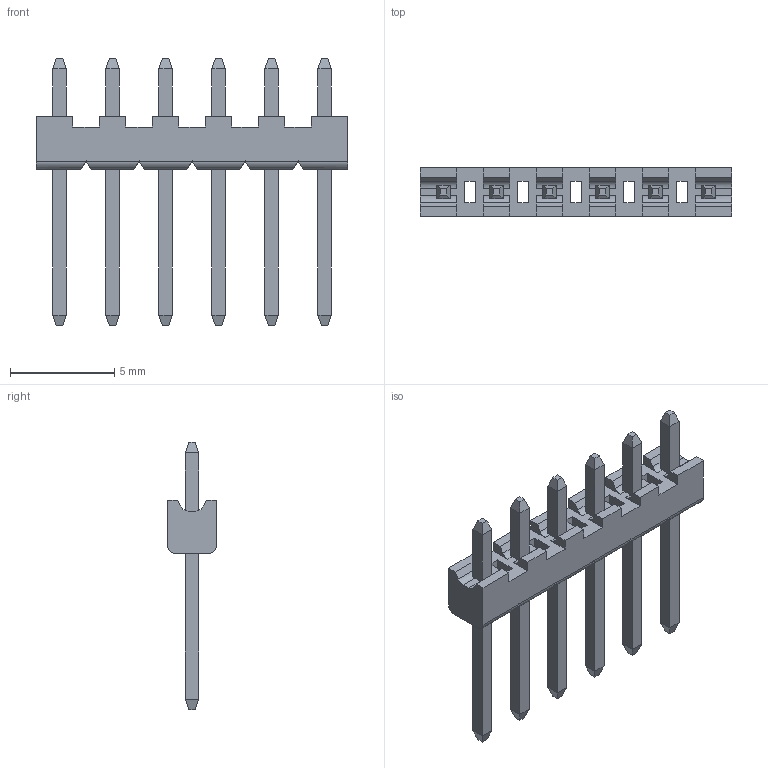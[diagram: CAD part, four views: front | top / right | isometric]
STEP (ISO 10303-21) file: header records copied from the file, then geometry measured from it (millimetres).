
FILE_DESCRIPTION(('STEP AP203'),'1');
FILE_NAME('3-644456-6.stp','2021-03-10T12:45:13',('TraceParts'),('TraceParts S.A.'),'Spatial InterOp 3D',' ',' ');
FILE_SCHEMA(('CONFIG_CONTROL_DESIGN'));
Length unit declared in the file: millimetre
Products named in the file (1): 1
Bounding box: 14.94 x 2.34 x 12.83 mm (x, y, z)
Volume: 94.8 mm3; surface area: 339.9 mm2
Topology: 1 solids, 1 shells, 233 faces, 622 edges, 392 vertices
Faces by surface type: plane 209, cylinder 24
Entity records: 7208 total; most frequent: CARTESIAN_POINT 1368, ORIENTED_EDGE 1244, DIRECTION 1122, EDGE_CURVE 622, LINE 550, VECTOR 550, VERTEX_POINT 392, AXIS2_PLACEMENT_3D 286
